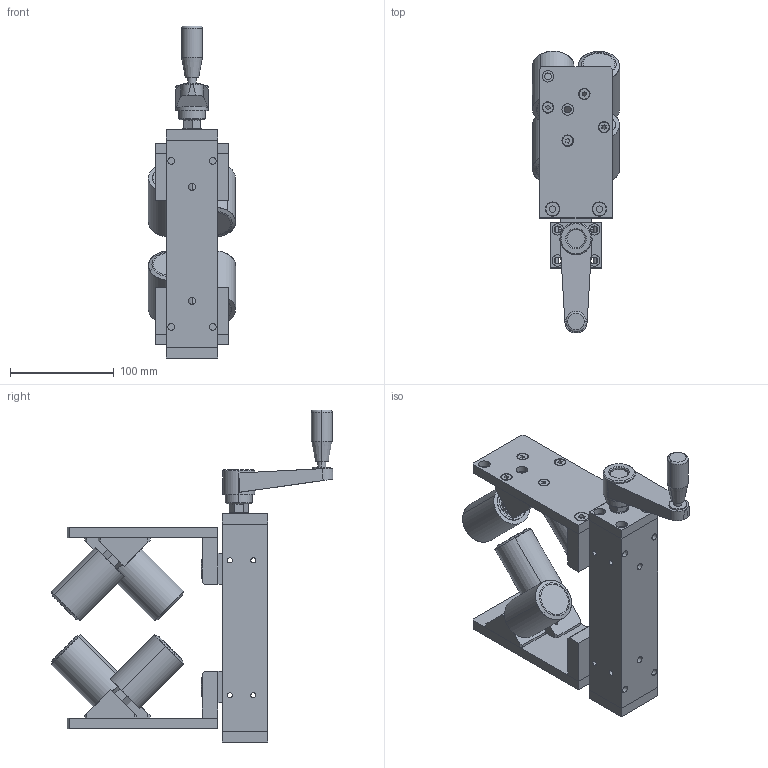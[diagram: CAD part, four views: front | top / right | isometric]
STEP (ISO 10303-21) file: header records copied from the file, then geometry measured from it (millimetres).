
FILE_DESCRIPTION (( 'STEP AP203' ), '1' );
FILE_NAME ('180514 STEP 5946A.STEP', '2018-08-14T05:54:47', ( '' ), ( '' ), 'SwSTEP 2.0', 'SolidWorks 2018', '' );
FILE_SCHEMA (( 'CONFIG_CONTROL_DESIGN' ));
Length unit declared in the file: millimetre
Products named in the file (2): 180514 STEP 5946A
Bounding box: 83.99 x 271.6 x 319.94 mm (x, y, z)
Surface area: 219515.9 mm2 (no closed solid volume)
Topology: 0 solids, 52 shells, 512 faces, 1610 edges, 1169 vertices
Faces by surface type: plane 279, cylinder 173, torus 26, cone 20, bspline 14
Entity records: 20324 total; most frequent: CARTESIAN_POINT 6017, DIRECTION 2938, ORIENTED_EDGE 2538, EDGE_CURVE 1610, VERTEX_POINT 1169, AXIS2_PLACEMENT_3D 1016, LINE 906, VECTOR 906
